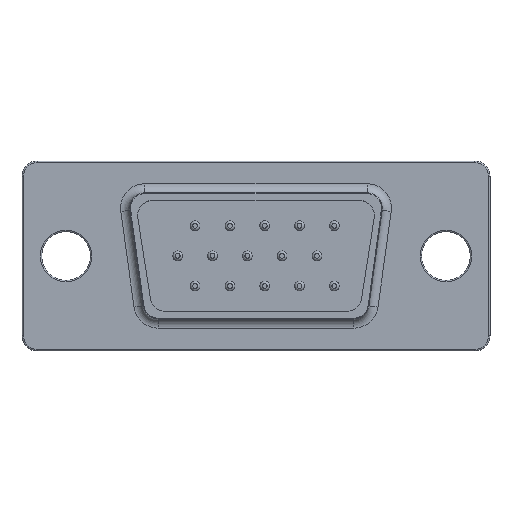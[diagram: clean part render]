
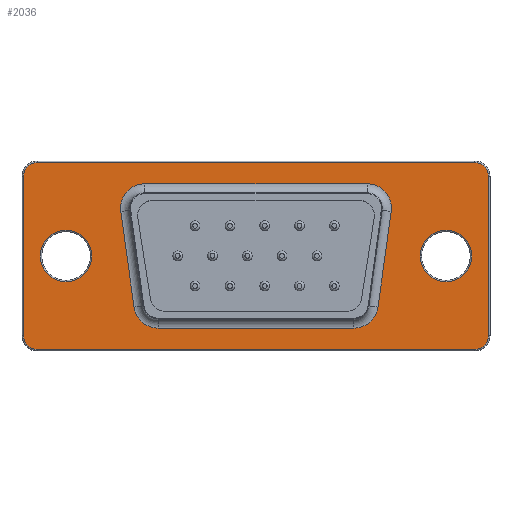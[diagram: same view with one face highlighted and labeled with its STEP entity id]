
A CAD part, top view. The second image highlights one B-rep face of the part: STEP entity #2036.
In plain terms, the highlighted planar face has unit normal (0, 0, 1).
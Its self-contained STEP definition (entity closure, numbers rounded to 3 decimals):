
#1837 = VERTEX_POINT('',#1838);
#1838 = CARTESIAN_POINT('',(-4.89,0.951,4.7));
#1845 = EDGE_CURVE('',#1837,#1846,#1848,.T.);
#1846 = VERTEX_POINT('',#1847);
#1847 = CARTESIAN_POINT('',(-3.305,2.77,4.7));
#1848 = CIRCLE('',#1849,1.6);
#1849 = AXIS2_PLACEMENT_3D('',#1850,#1851,#1852);
#1850 = CARTESIAN_POINT('',(-3.305,1.17,4.7));
#1851 = DIRECTION('',(-0.,0.,-1.));
#1852 = DIRECTION('',(-0.991,-0.137,0.));
#1873 = VERTEX_POINT('',#1874);
#1874 = CARTESIAN_POINT('',(11.32,2.77,4.7));
#1881 = EDGE_CURVE('',#1846,#1873,#1882,.T.);
#1882 = LINE('',#1883,#1884);
#1883 = CARTESIAN_POINT('',(-3.305,2.77,4.7));
#1884 = VECTOR('',#1885,1.);
#1885 = DIRECTION('',(1.,0.,0.));
#1896 = VERTEX_POINT('',#1897);
#1897 = CARTESIAN_POINT('',(-4.021,-5.349,4.7));
#1906 = EDGE_CURVE('',#1896,#1837,#1907,.T.);
#1907 = LINE('',#1908,#1909);
#1908 = CARTESIAN_POINT('',(-4.021,-5.349,4.7));
#1909 = VECTOR('',#1910,1.);
#1910 = DIRECTION('',(-0.137,0.991,0.));
#1921 = EDGE_CURVE('',#1873,#1922,#1924,.T.);
#1922 = VERTEX_POINT('',#1923);
#1923 = CARTESIAN_POINT('',(12.905,0.951,4.7));
#1924 = CIRCLE('',#1925,1.6);
#1925 = AXIS2_PLACEMENT_3D('',#1926,#1927,#1928);
#1926 = CARTESIAN_POINT('',(11.32,1.17,4.7));
#1927 = DIRECTION('',(0.,-0.,-1.));
#1928 = DIRECTION('',(0.,1.,-0.));
#1947 = VERTEX_POINT('',#1948);
#1948 = CARTESIAN_POINT('',(-2.436,-6.73,4.7));
#1955 = EDGE_CURVE('',#1947,#1896,#1956,.T.);
#1956 = CIRCLE('',#1957,1.6);
#1957 = AXIS2_PLACEMENT_3D('',#1958,#1959,#1960);
#1958 = CARTESIAN_POINT('',(-2.436,-5.13,4.7));
#1959 = DIRECTION('',(-0.,-0.,-1.));
#1960 = DIRECTION('',(0.,-1.,0.));
#1975 = VERTEX_POINT('',#1976);
#1976 = CARTESIAN_POINT('',(12.036,-5.349,4.7));
#1983 = EDGE_CURVE('',#1922,#1975,#1984,.T.);
#1984 = LINE('',#1985,#1986);
#1985 = CARTESIAN_POINT('',(12.905,0.951,4.7));
#1986 = VECTOR('',#1987,1.);
#1987 = DIRECTION('',(-0.137,-0.991,0.));
#1998 = VERTEX_POINT('',#1999);
#1999 = CARTESIAN_POINT('',(10.451,-6.73,4.7));
#2008 = EDGE_CURVE('',#1998,#1947,#2009,.T.);
#2009 = LINE('',#2010,#2011);
#2010 = CARTESIAN_POINT('',(10.451,-6.73,4.7));
#2011 = VECTOR('',#2012,1.);
#2012 = DIRECTION('',(-1.,0.,0.));
#2023 = EDGE_CURVE('',#1975,#1998,#2024,.T.);
#2024 = CIRCLE('',#2025,1.6);
#2025 = AXIS2_PLACEMENT_3D('',#2026,#2027,#2028);
#2026 = CARTESIAN_POINT('',(10.451,-5.13,4.7));
#2027 = DIRECTION('',(0.,-0.,-1.));
#2028 = DIRECTION('',(0.991,-0.137,0.));
#2036 = ADVANCED_FACE('',(#2037,#2047,#2117,#2128),#2139,.T.);
#2037 = FACE_BOUND('',#2038,.T.);
#2038 = EDGE_LOOP('',(#2039,#2040,#2041,#2042,#2043,#2044,#2045,#2046));
#2039 = ORIENTED_EDGE('',*,*,#2023,.T.);
#2040 = ORIENTED_EDGE('',*,*,#2008,.T.);
#2041 = ORIENTED_EDGE('',*,*,#1955,.T.);
#2042 = ORIENTED_EDGE('',*,*,#1906,.T.);
#2043 = ORIENTED_EDGE('',*,*,#1845,.T.);
#2044 = ORIENTED_EDGE('',*,*,#1881,.T.);
#2045 = ORIENTED_EDGE('',*,*,#1921,.T.);
#2046 = ORIENTED_EDGE('',*,*,#1983,.T.);
#2047 = FACE_BOUND('',#2048,.T.);
#2048 = EDGE_LOOP('',(#2049,#2059,#2068,#2076,#2085,#2093,#2102,#2110));
#2049 = ORIENTED_EDGE('',*,*,#2050,.T.);
#2050 = EDGE_CURVE('',#2051,#2053,#2055,.T.);
#2051 = VERTEX_POINT('',#2052);
#2052 = CARTESIAN_POINT('',(18.408,4.17,4.7));
#2053 = VERTEX_POINT('',#2054);
#2054 = CARTESIAN_POINT('',(-10.393,4.17,4.7));
#2055 = LINE('',#2056,#2057);
#2056 = CARTESIAN_POINT('',(18.408,4.17,4.7));
#2057 = VECTOR('',#2058,1.);
#2058 = DIRECTION('',(-1.,0.,0.));
#2059 = ORIENTED_EDGE('',*,*,#2060,.T.);
#2060 = EDGE_CURVE('',#2053,#2061,#2063,.T.);
#2061 = VERTEX_POINT('',#2062);
#2062 = CARTESIAN_POINT('',(-11.293,3.27,4.7));
#2063 = CIRCLE('',#2064,0.9);
#2064 = AXIS2_PLACEMENT_3D('',#2065,#2066,#2067);
#2065 = CARTESIAN_POINT('',(-10.393,3.27,4.7));
#2066 = DIRECTION('',(0.,0.,1.));
#2067 = DIRECTION('',(0.,1.,-0.));
#2068 = ORIENTED_EDGE('',*,*,#2069,.T.);
#2069 = EDGE_CURVE('',#2061,#2070,#2072,.T.);
#2070 = VERTEX_POINT('',#2071);
#2071 = CARTESIAN_POINT('',(-11.293,-7.23,4.7));
#2072 = LINE('',#2073,#2074);
#2073 = CARTESIAN_POINT('',(-11.293,3.27,4.7));
#2074 = VECTOR('',#2075,1.);
#2075 = DIRECTION('',(0.,-1.,0.));
#2076 = ORIENTED_EDGE('',*,*,#2077,.T.);
#2077 = EDGE_CURVE('',#2070,#2078,#2080,.T.);
#2078 = VERTEX_POINT('',#2079);
#2079 = CARTESIAN_POINT('',(-10.393,-8.13,4.7));
#2080 = CIRCLE('',#2081,0.9);
#2081 = AXIS2_PLACEMENT_3D('',#2082,#2083,#2084);
#2082 = CARTESIAN_POINT('',(-10.393,-7.23,4.7));
#2083 = DIRECTION('',(0.,0.,1.));
#2084 = DIRECTION('',(-1.,0.,0.));
#2085 = ORIENTED_EDGE('',*,*,#2086,.T.);
#2086 = EDGE_CURVE('',#2078,#2087,#2089,.T.);
#2087 = VERTEX_POINT('',#2088);
#2088 = CARTESIAN_POINT('',(18.408,-8.13,4.7));
#2089 = LINE('',#2090,#2091);
#2090 = CARTESIAN_POINT('',(-10.393,-8.13,4.7));
#2091 = VECTOR('',#2092,1.);
#2092 = DIRECTION('',(1.,0.,0.));
#2093 = ORIENTED_EDGE('',*,*,#2094,.T.);
#2094 = EDGE_CURVE('',#2087,#2095,#2097,.T.);
#2095 = VERTEX_POINT('',#2096);
#2096 = CARTESIAN_POINT('',(19.308,-7.23,4.7));
#2097 = CIRCLE('',#2098,0.9);
#2098 = AXIS2_PLACEMENT_3D('',#2099,#2100,#2101);
#2099 = CARTESIAN_POINT('',(18.408,-7.23,4.7));
#2100 = DIRECTION('',(0.,0.,1.));
#2101 = DIRECTION('',(0.,-1.,0.));
#2102 = ORIENTED_EDGE('',*,*,#2103,.T.);
#2103 = EDGE_CURVE('',#2095,#2104,#2106,.T.);
#2104 = VERTEX_POINT('',#2105);
#2105 = CARTESIAN_POINT('',(19.308,3.27,4.7));
#2106 = LINE('',#2107,#2108);
#2107 = CARTESIAN_POINT('',(19.308,-7.23,4.7));
#2108 = VECTOR('',#2109,1.);
#2109 = DIRECTION('',(0.,1.,0.));
#2110 = ORIENTED_EDGE('',*,*,#2111,.T.);
#2111 = EDGE_CURVE('',#2104,#2051,#2112,.T.);
#2112 = CIRCLE('',#2113,0.9);
#2113 = AXIS2_PLACEMENT_3D('',#2114,#2115,#2116);
#2114 = CARTESIAN_POINT('',(18.408,3.27,4.7));
#2115 = DIRECTION('',(0.,0.,1.));
#2116 = DIRECTION('',(1.,0.,-0.));
#2117 = FACE_BOUND('',#2118,.T.);
#2118 = EDGE_LOOP('',(#2119));
#2119 = ORIENTED_EDGE('',*,*,#2120,.F.);
#2120 = EDGE_CURVE('',#2121,#2121,#2123,.T.);
#2121 = VERTEX_POINT('',#2122);
#2122 = CARTESIAN_POINT('',(-6.793,-1.98,4.7));
#2123 = CIRCLE('',#2124,1.7);
#2124 = AXIS2_PLACEMENT_3D('',#2125,#2126,#2127);
#2125 = CARTESIAN_POINT('',(-8.493,-1.98,4.7));
#2126 = DIRECTION('',(0.,0.,1.));
#2127 = DIRECTION('',(1.,0.,-0.));
#2128 = FACE_BOUND('',#2129,.T.);
#2129 = EDGE_LOOP('',(#2130));
#2130 = ORIENTED_EDGE('',*,*,#2131,.F.);
#2131 = EDGE_CURVE('',#2132,#2132,#2134,.T.);
#2132 = VERTEX_POINT('',#2133);
#2133 = CARTESIAN_POINT('',(18.208,-1.98,4.7));
#2134 = CIRCLE('',#2135,1.7);
#2135 = AXIS2_PLACEMENT_3D('',#2136,#2137,#2138);
#2136 = CARTESIAN_POINT('',(16.508,-1.98,4.7));
#2137 = DIRECTION('',(0.,0.,1.));
#2138 = DIRECTION('',(1.,0.,-0.));
#2139 = PLANE('',#2140);
#2140 = AXIS2_PLACEMENT_3D('',#2141,#2142,#2143);
#2141 = CARTESIAN_POINT('',(4.008,-1.98,4.7));
#2142 = DIRECTION('',(0.,0.,1.));
#2143 = DIRECTION('',(1.,0.,-0.));
